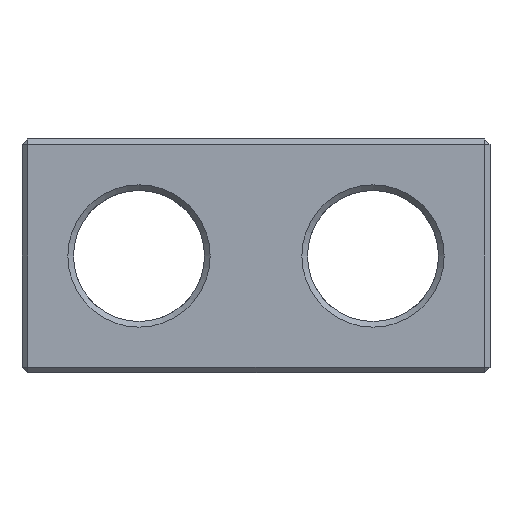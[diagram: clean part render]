
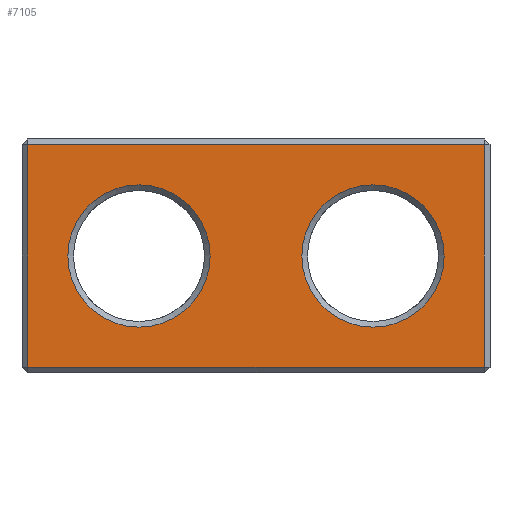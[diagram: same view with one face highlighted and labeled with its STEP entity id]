
A CAD part, front view. The second image highlights one B-rep face of the part: STEP entity #7105.
In plain terms, the highlighted planar face has unit normal (0, -1, 0).
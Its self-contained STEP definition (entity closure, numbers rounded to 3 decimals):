
#143 = VERTEX_POINT('',#144);
#144 = CARTESIAN_POINT('',(24.7,0.,12.2));
#158 = PLANE('',#159);
#159 = AXIS2_PLACEMENT_3D('',#160,#161,#162);
#160 = CARTESIAN_POINT('',(24.85,0.15,0.));
#161 = DIRECTION('',(0.707,-0.707,0.));
#162 = DIRECTION('',(0.,0.,1.));
#184 = PLANE('',#185);
#185 = AXIS2_PLACEMENT_3D('',#186,#187,#188);
#186 = CARTESIAN_POINT('',(0.,0.15,12.35));
#187 = DIRECTION('',(0.,0.707,-0.707));
#188 = DIRECTION('',(1.,0.,0.));
#1664 = VERTEX_POINT('',#1665);
#1665 = CARTESIAN_POINT('',(24.7,0.,0.3));
#1693 = EDGE_CURVE('',#1664,#143,#1694,.T.);
#1694 = SURFACE_CURVE('',#1695,(#1699,#1706),.PCURVE_S1.);
#1695 = LINE('',#1696,#1697);
#1696 = CARTESIAN_POINT('',(24.7,0.,0.));
#1697 = VECTOR('',#1698,1.);
#1698 = DIRECTION('',(0.,0.,1.));
#1699 = PCURVE('',#158,#1700);
#1700 = DEFINITIONAL_REPRESENTATION('',(#1701),#1705);
#1701 = LINE('',#1702,#1703);
#1702 = CARTESIAN_POINT('',(0.,0.212));
#1703 = VECTOR('',#1704,1.);
#1704 = DIRECTION('',(1.,0.));
#1705 = ( GEOMETRIC_REPRESENTATION_CONTEXT(2) 
PARAMETRIC_REPRESENTATION_CONTEXT() REPRESENTATION_CONTEXT('2D SPACE',''
  ) );
#1706 = PCURVE('',#1707,#1712);
#1707 = PLANE('',#1708);
#1708 = AXIS2_PLACEMENT_3D('',#1709,#1710,#1711);
#1709 = CARTESIAN_POINT('',(0.,0.,0.));
#1710 = DIRECTION('',(0.,1.,0.));
#1711 = DIRECTION('',(1.,0.,0.));
#1712 = DEFINITIONAL_REPRESENTATION('',(#1713),#1717);
#1713 = LINE('',#1714,#1715);
#1714 = CARTESIAN_POINT('',(24.7,0.));
#1715 = VECTOR('',#1716,1.);
#1716 = DIRECTION('',(0.,-1.));
#1717 = ( GEOMETRIC_REPRESENTATION_CONTEXT(2) 
PARAMETRIC_REPRESENTATION_CONTEXT() REPRESENTATION_CONTEXT('2D SPACE',''
  ) );
#1724 = EDGE_CURVE('',#1725,#143,#1727,.T.);
#1725 = VERTEX_POINT('',#1726);
#1726 = CARTESIAN_POINT('',(0.3,0.,12.2));
#1727 = SURFACE_CURVE('',#1728,(#1732,#1739),.PCURVE_S1.);
#1728 = LINE('',#1729,#1730);
#1729 = CARTESIAN_POINT('',(0.,0.,12.2));
#1730 = VECTOR('',#1731,1.);
#1731 = DIRECTION('',(1.,0.,0.));
#1732 = PCURVE('',#184,#1733);
#1733 = DEFINITIONAL_REPRESENTATION('',(#1734),#1738);
#1734 = LINE('',#1735,#1736);
#1735 = CARTESIAN_POINT('',(0.,0.212));
#1736 = VECTOR('',#1737,1.);
#1737 = DIRECTION('',(1.,0.));
#1738 = ( GEOMETRIC_REPRESENTATION_CONTEXT(2) 
PARAMETRIC_REPRESENTATION_CONTEXT() REPRESENTATION_CONTEXT('2D SPACE',''
  ) );
#1739 = PCURVE('',#1707,#1740);
#1740 = DEFINITIONAL_REPRESENTATION('',(#1741),#1745);
#1741 = LINE('',#1742,#1743);
#1742 = CARTESIAN_POINT('',(0.,-12.2));
#1743 = VECTOR('',#1744,1.);
#1744 = DIRECTION('',(1.,0.));
#1745 = ( GEOMETRIC_REPRESENTATION_CONTEXT(2) 
PARAMETRIC_REPRESENTATION_CONTEXT() REPRESENTATION_CONTEXT('2D SPACE',''
  ) );
#7092 = PLANE('',#7093);
#7093 = AXIS2_PLACEMENT_3D('',#7094,#7095,#7096);
#7094 = CARTESIAN_POINT('',(0.,0.15,0.15));
#7095 = DIRECTION('',(0.,-0.707,-0.707));
#7096 = DIRECTION('',(1.,0.,0.));
#7105 = ADVANCED_FACE('',(#7106,#7159,#7194),#1707,.F.);
#7106 = FACE_BOUND('',#7107,.F.);
#7107 = EDGE_LOOP('',(#7108,#7109,#7110,#7133));
#7108 = ORIENTED_EDGE('',*,*,#1724,.T.);
#7109 = ORIENTED_EDGE('',*,*,#1693,.F.);
#7110 = ORIENTED_EDGE('',*,*,#7111,.F.);
#7111 = EDGE_CURVE('',#7112,#1664,#7114,.T.);
#7112 = VERTEX_POINT('',#7113);
#7113 = CARTESIAN_POINT('',(0.3,0.,0.3));
#7114 = SURFACE_CURVE('',#7115,(#7119,#7126),.PCURVE_S1.);
#7115 = LINE('',#7116,#7117);
#7116 = CARTESIAN_POINT('',(0.,0.,0.3));
#7117 = VECTOR('',#7118,1.);
#7118 = DIRECTION('',(1.,0.,0.));
#7119 = PCURVE('',#1707,#7120);
#7120 = DEFINITIONAL_REPRESENTATION('',(#7121),#7125);
#7121 = LINE('',#7122,#7123);
#7122 = CARTESIAN_POINT('',(0.,-0.3));
#7123 = VECTOR('',#7124,1.);
#7124 = DIRECTION('',(1.,0.));
#7125 = ( GEOMETRIC_REPRESENTATION_CONTEXT(2) 
PARAMETRIC_REPRESENTATION_CONTEXT() REPRESENTATION_CONTEXT('2D SPACE',''
  ) );
#7126 = PCURVE('',#7092,#7127);
#7127 = DEFINITIONAL_REPRESENTATION('',(#7128),#7132);
#7128 = LINE('',#7129,#7130);
#7129 = CARTESIAN_POINT('',(0.,0.212));
#7130 = VECTOR('',#7131,1.);
#7131 = DIRECTION('',(1.,0.));
#7132 = ( GEOMETRIC_REPRESENTATION_CONTEXT(2) 
PARAMETRIC_REPRESENTATION_CONTEXT() REPRESENTATION_CONTEXT('2D SPACE',''
  ) );
#7133 = ORIENTED_EDGE('',*,*,#7134,.T.);
#7134 = EDGE_CURVE('',#7112,#1725,#7135,.T.);
#7135 = SURFACE_CURVE('',#7136,(#7140,#7147),.PCURVE_S1.);
#7136 = LINE('',#7137,#7138);
#7137 = CARTESIAN_POINT('',(0.3,0.,0.));
#7138 = VECTOR('',#7139,1.);
#7139 = DIRECTION('',(0.,0.,1.));
#7140 = PCURVE('',#1707,#7141);
#7141 = DEFINITIONAL_REPRESENTATION('',(#7142),#7146);
#7142 = LINE('',#7143,#7144);
#7143 = CARTESIAN_POINT('',(0.3,0.));
#7144 = VECTOR('',#7145,1.);
#7145 = DIRECTION('',(0.,-1.));
#7146 = ( GEOMETRIC_REPRESENTATION_CONTEXT(2) 
PARAMETRIC_REPRESENTATION_CONTEXT() REPRESENTATION_CONTEXT('2D SPACE',''
  ) );
#7147 = PCURVE('',#7148,#7153);
#7148 = PLANE('',#7149);
#7149 = AXIS2_PLACEMENT_3D('',#7150,#7151,#7152);
#7150 = CARTESIAN_POINT('',(0.15,0.15,0.));
#7151 = DIRECTION('',(-0.707,-0.707,0.));
#7152 = DIRECTION('',(-0.,-0.,-1.));
#7153 = DEFINITIONAL_REPRESENTATION('',(#7154),#7158);
#7154 = LINE('',#7155,#7156);
#7155 = CARTESIAN_POINT('',(-0.,0.212));
#7156 = VECTOR('',#7157,1.);
#7157 = DIRECTION('',(-1.,0.));
#7158 = ( GEOMETRIC_REPRESENTATION_CONTEXT(2) 
PARAMETRIC_REPRESENTATION_CONTEXT() REPRESENTATION_CONTEXT('2D SPACE',''
  ) );
#7159 = FACE_BOUND('',#7160,.F.);
#7160 = EDGE_LOOP('',(#7161));
#7161 = ORIENTED_EDGE('',*,*,#7162,.T.);
#7162 = EDGE_CURVE('',#7163,#7163,#7165,.T.);
#7163 = VERTEX_POINT('',#7164);
#7164 = CARTESIAN_POINT('',(10.05,0.,6.25));
#7165 = SURFACE_CURVE('',#7166,(#7171,#7182),.PCURVE_S1.);
#7166 = CIRCLE('',#7167,3.8);
#7167 = AXIS2_PLACEMENT_3D('',#7168,#7169,#7170);
#7168 = CARTESIAN_POINT('',(6.25,0.,6.25));
#7169 = DIRECTION('',(0.,-1.,0.));
#7170 = DIRECTION('',(1.,0.,0.));
#7171 = PCURVE('',#1707,#7172);
#7172 = DEFINITIONAL_REPRESENTATION('',(#7173),#7181);
#7173 = ( BOUNDED_CURVE() B_SPLINE_CURVE(2,(#7174,#7175,#7176,#7177,
#7178,#7179,#7180),.UNSPECIFIED.,.T.,.F.) B_SPLINE_CURVE_WITH_KNOTS((1,2
    ,2,2,2,1),(-2.094,0.,2.094,4.189,
6.283,8.378),.UNSPECIFIED.) CURVE() 
GEOMETRIC_REPRESENTATION_ITEM() RATIONAL_B_SPLINE_CURVE((1.,0.5,1.,0.5,
1.,0.5,1.)) REPRESENTATION_ITEM('') );
#7174 = CARTESIAN_POINT('',(10.05,-6.25));
#7175 = CARTESIAN_POINT('',(10.05,-12.832));
#7176 = CARTESIAN_POINT('',(4.35,-9.541));
#7177 = CARTESIAN_POINT('',(-1.35,-6.25));
#7178 = CARTESIAN_POINT('',(4.35,-2.959));
#7179 = CARTESIAN_POINT('',(10.05,0.332));
#7180 = CARTESIAN_POINT('',(10.05,-6.25));
#7181 = ( GEOMETRIC_REPRESENTATION_CONTEXT(2) 
PARAMETRIC_REPRESENTATION_CONTEXT() REPRESENTATION_CONTEXT('2D SPACE',''
  ) );
#7182 = PCURVE('',#7183,#7188);
#7183 = CONICAL_SURFACE('',#7184,3.5,0.785);
#7184 = AXIS2_PLACEMENT_3D('',#7185,#7186,#7187);
#7185 = CARTESIAN_POINT('',(6.25,0.3,6.25));
#7186 = DIRECTION('',(-0.,-1.,-0.));
#7187 = DIRECTION('',(1.,0.,0.));
#7188 = DEFINITIONAL_REPRESENTATION('',(#7189),#7193);
#7189 = LINE('',#7190,#7191);
#7190 = CARTESIAN_POINT('',(-0.,0.3));
#7191 = VECTOR('',#7192,1.);
#7192 = DIRECTION('',(1.,-0.));
#7193 = ( GEOMETRIC_REPRESENTATION_CONTEXT(2) 
PARAMETRIC_REPRESENTATION_CONTEXT() REPRESENTATION_CONTEXT('2D SPACE',''
  ) );
#7194 = FACE_BOUND('',#7195,.F.);
#7195 = EDGE_LOOP('',(#7196));
#7196 = ORIENTED_EDGE('',*,*,#7197,.T.);
#7197 = EDGE_CURVE('',#7198,#7198,#7200,.T.);
#7198 = VERTEX_POINT('',#7199);
#7199 = CARTESIAN_POINT('',(22.55,0.,6.25));
#7200 = SURFACE_CURVE('',#7201,(#7206,#7217),.PCURVE_S1.);
#7201 = CIRCLE('',#7202,3.8);
#7202 = AXIS2_PLACEMENT_3D('',#7203,#7204,#7205);
#7203 = CARTESIAN_POINT('',(18.75,0.,6.25));
#7204 = DIRECTION('',(0.,-1.,0.));
#7205 = DIRECTION('',(1.,0.,0.));
#7206 = PCURVE('',#1707,#7207);
#7207 = DEFINITIONAL_REPRESENTATION('',(#7208),#7216);
#7208 = ( BOUNDED_CURVE() B_SPLINE_CURVE(2,(#7209,#7210,#7211,#7212,
#7213,#7214,#7215),.UNSPECIFIED.,.T.,.F.) B_SPLINE_CURVE_WITH_KNOTS((1,2
    ,2,2,2,1),(-2.094,0.,2.094,4.189,
6.283,8.378),.UNSPECIFIED.) CURVE() 
GEOMETRIC_REPRESENTATION_ITEM() RATIONAL_B_SPLINE_CURVE((1.,0.5,1.,0.5,
1.,0.5,1.)) REPRESENTATION_ITEM('') );
#7209 = CARTESIAN_POINT('',(22.55,-6.25));
#7210 = CARTESIAN_POINT('',(22.55,-12.832));
#7211 = CARTESIAN_POINT('',(16.85,-9.541));
#7212 = CARTESIAN_POINT('',(11.15,-6.25));
#7213 = CARTESIAN_POINT('',(16.85,-2.959));
#7214 = CARTESIAN_POINT('',(22.55,0.332));
#7215 = CARTESIAN_POINT('',(22.55,-6.25));
#7216 = ( GEOMETRIC_REPRESENTATION_CONTEXT(2) 
PARAMETRIC_REPRESENTATION_CONTEXT() REPRESENTATION_CONTEXT('2D SPACE',''
  ) );
#7217 = PCURVE('',#7218,#7223);
#7218 = CONICAL_SURFACE('',#7219,3.5,0.785);
#7219 = AXIS2_PLACEMENT_3D('',#7220,#7221,#7222);
#7220 = CARTESIAN_POINT('',(18.75,0.3,6.25));
#7221 = DIRECTION('',(-0.,-1.,-0.));
#7222 = DIRECTION('',(1.,0.,0.));
#7223 = DEFINITIONAL_REPRESENTATION('',(#7224),#7228);
#7224 = LINE('',#7225,#7226);
#7225 = CARTESIAN_POINT('',(-0.,0.3));
#7226 = VECTOR('',#7227,1.);
#7227 = DIRECTION('',(1.,-0.));
#7228 = ( GEOMETRIC_REPRESENTATION_CONTEXT(2) 
PARAMETRIC_REPRESENTATION_CONTEXT() REPRESENTATION_CONTEXT('2D SPACE',''
  ) );
